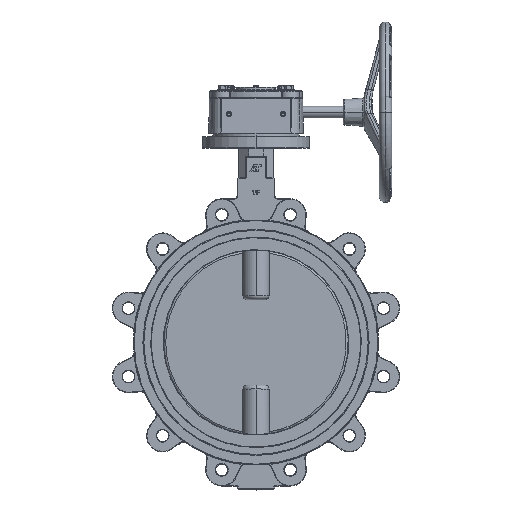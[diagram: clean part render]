
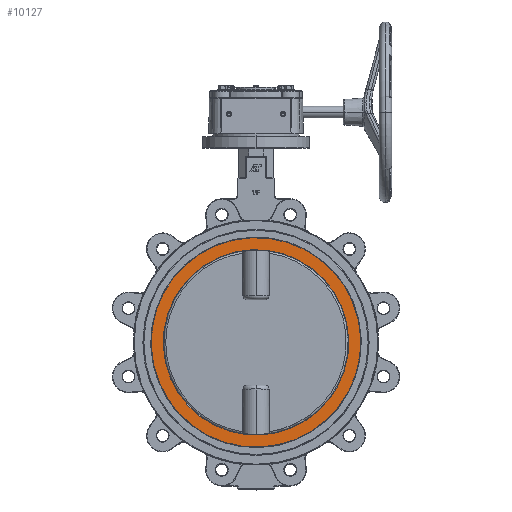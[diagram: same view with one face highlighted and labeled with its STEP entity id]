
A CAD part, top view. The second image highlights one B-rep face of the part: STEP entity #10127.
In plain terms, the highlighted planar face has unit normal (0, 0, 1).
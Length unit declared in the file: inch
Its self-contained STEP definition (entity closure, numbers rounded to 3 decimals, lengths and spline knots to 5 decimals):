
#1128 = EDGE_CURVE ( 'NONE', #40836, #43117, #51047, .T. ) ;
#1322 = ORIENTED_EDGE ( 'NONE', *, *, #2483, .T. ) ;
#2483 = EDGE_CURVE ( 'NONE', #42323, #11009, #45187, .T. ) ;
#2769 = DIRECTION ( 'NONE',  ( 1., 0., 0. ) ) ;
#3590 = AXIS2_PLACEMENT_3D ( 'NONE', #48925, #43433, #39314 ) ;
#5376 = CARTESIAN_POINT ( 'NONE',  ( 6.74175, 0., 1.61 ) ) ;
#5512 = DIRECTION ( 'NONE',  ( 0., 0., 1. ) ) ;
#6750 = AXIS2_PLACEMENT_3D ( 'NONE', #32878, #37022, #21087 ) ;
#7721 = DIRECTION ( 'NONE',  ( 1., 0., 0. ) ) ;
#10127 = ADVANCED_FACE ( 'NONE', ( #35109, #31514 ), #38958, .T. ) ;
#11009 = VERTEX_POINT ( 'NONE', #34213 ) ;
#15127 = DIRECTION ( 'NONE',  ( 0., 0., -1. ) ) ;
#15365 = CARTESIAN_POINT ( 'NONE',  ( -5.96875, 0., 1.61 ) ) ;
#15656 = AXIS2_PLACEMENT_3D ( 'NONE', #51859, #5512, #27405 ) ;
#21087 = DIRECTION ( 'NONE',  ( 1., 0., 0. ) ) ;
#21471 = ORIENTED_EDGE ( 'NONE', *, *, #36140, .T. ) ;
#21582 = CIRCLE ( 'NONE', #6750, 6.74175 ) ;
#26725 = ORIENTED_EDGE ( 'NONE', *, *, #1128, .T. ) ;
#27180 = CIRCLE ( 'NONE', #3590, 5.96875 ) ;
#27405 = DIRECTION ( 'NONE',  ( 1., 0., 0. ) ) ;
#27676 = CARTESIAN_POINT ( 'NONE',  ( 0., 0., 1.61 ) ) ;
#31514 = FACE_BOUND ( 'NONE', #34743, .T. ) ;
#32878 = CARTESIAN_POINT ( 'NONE',  ( 0., 0., 1.61 ) ) ;
#34213 = CARTESIAN_POINT ( 'NONE',  ( -6.74175, 0., 1.61 ) ) ;
#34743 = EDGE_LOOP ( 'NONE', ( #26725, #48612 ) ) ;
#35109 = FACE_OUTER_BOUND ( 'NONE', #50035, .T. ) ;
#35295 = AXIS2_PLACEMENT_3D ( 'NONE', #36248, #15127, #7721 ) ;
#35651 = DIRECTION ( 'NONE',  ( 0., 0., 1. ) ) ;
#36140 = EDGE_CURVE ( 'NONE', #11009, #42323, #21582, .T. ) ;
#36248 = CARTESIAN_POINT ( 'NONE',  ( 0., 0., 1.61 ) ) ;
#37022 = DIRECTION ( 'NONE',  ( 0., 0., 1. ) ) ;
#38958 = PLANE ( 'NONE',  #15656 ) ;
#38996 = EDGE_CURVE ( 'NONE', #43117, #40836, #27180, .T. ) ;
#39314 = DIRECTION ( 'NONE',  ( 1., 0., 0. ) ) ;
#40807 = AXIS2_PLACEMENT_3D ( 'NONE', #27676, #35651, #2769 ) ;
#40836 = VERTEX_POINT ( 'NONE', #44250 ) ;
#42323 = VERTEX_POINT ( 'NONE', #5376 ) ;
#43117 = VERTEX_POINT ( 'NONE', #15365 ) ;
#43433 = DIRECTION ( 'NONE',  ( 0., 0., -1. ) ) ;
#44250 = CARTESIAN_POINT ( 'NONE',  ( 5.96875, 0., 1.61 ) ) ;
#45187 = CIRCLE ( 'NONE', #40807, 6.74175 ) ;
#48612 = ORIENTED_EDGE ( 'NONE', *, *, #38996, .T. ) ;
#48925 = CARTESIAN_POINT ( 'NONE',  ( 0., 0., 1.61 ) ) ;
#50035 = EDGE_LOOP ( 'NONE', ( #1322, #21471 ) ) ;
#51047 = CIRCLE ( 'NONE', #35295, 5.96875 ) ;
#51859 = CARTESIAN_POINT ( 'NONE',  ( 0., 0., 1.61 ) ) ;
